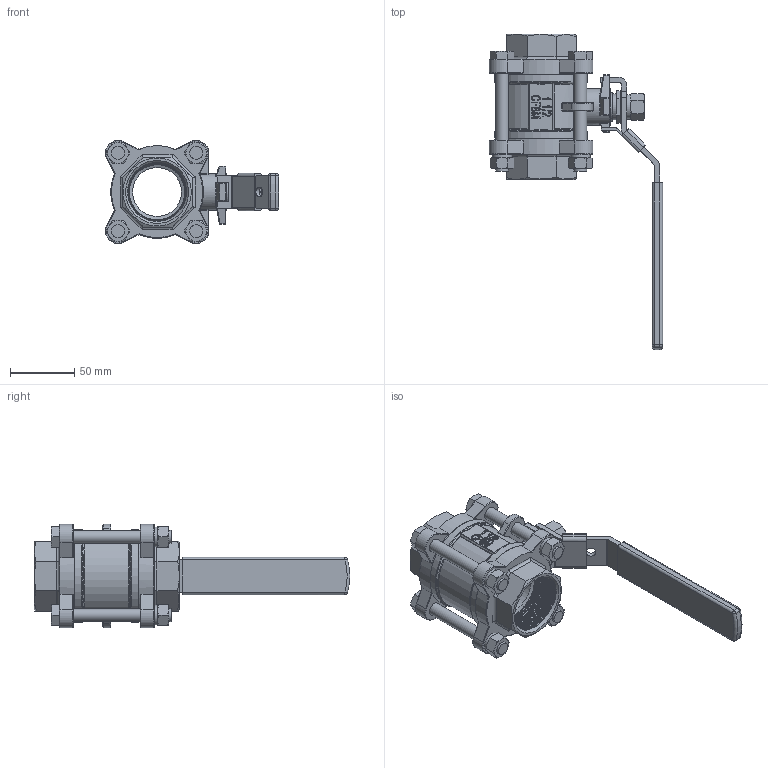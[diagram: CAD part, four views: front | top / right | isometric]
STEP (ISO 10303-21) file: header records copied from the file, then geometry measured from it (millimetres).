
FILE_DESCRIPTION(('STEP AP214'),'1');
FILE_NAME('11-2.stp','2020-08-04T06:22:32',(' '),(' '),'Spatial InterOp 3D',' ',' ');
FILE_SCHEMA(('AUTOMOTIVE_DESIGN { 1 0 10303 214 1 1 1 1 }'));
Length unit declared in the file: millimetre
Products named in the file (22): 3PC_____ 11/2; 阀体; 阀盖; 阀杆; 格兰; 弹簧垫圈; 螺母 ： 标准 - M10.0 x 8.4; 螺栓 ： 六角头 - M10.0 x 87.0; 螺母 ： 标准 - M12.0 x 10.8; 手柄套; 加锁手柄
Assembly tree (21 placements, depth 2):
  3PC_____ 11/2
    阀体
    阀盖
    阀盖
    阀杆
    格兰
    弹簧垫圈
    弹簧垫圈
    螺母 ： 标准 - M10.0 x 8.4
    弹簧垫圈
    螺母 ： 标准 - M10.0 x 8.4
    弹簧垫圈
    螺母 ： 标准 - M10.0 x 8.4
    弹簧垫圈
    螺母 ： 标准 - M10.0 x 8.4
    螺栓 ： 六角头 - M10.0 x 87.0
    螺栓 ： 六角头 - M10.0 x 87.0
    螺栓 ： 六角头 - M10.0 x 87.0
    螺栓 ： 六角头 - M10.0 x 87.0
    螺母 ： 标准 - M12.0 x 10.8
    手柄套
    加锁手柄
Bounding box: 134.7 x 245.5 x 80.4 mm (x, y, z)
Volume: 272845.4 mm3; surface area: 132063.1 mm2
Topology: 22 solids, 22 shells, 1338 faces, 3453 edges, 2173 vertices
Faces by surface type: plane 859, cylinder 203, cone 114, bspline 80, torus 54, sphere 28
Full cylindrical faces by diameter (mm): 7.5 x1, 10 x8, 10.2 x4, 10.5 x10, 12 x1, 12.9 x1, 15 x1, 15.4 x4, 15.5 x2, 19 x1, 19.1 x1, 20 x1, 20.38 x1, 20.9 x1, 22.2 x1, 28.5 x1, 38 x2, 61.5 x1, 62 x2, 66 x2, 72 x4
Entity records: 68947 total; most frequent: CARTESIAN_POINT 26482, ORIENTED_EDGE 6706, DIRECTION 6125, EDGE_CURVE 3353, LINE 2309, VECTOR 2309, VERTEX_POINT 2156, AXIS2_PLACEMENT_3D 1908
